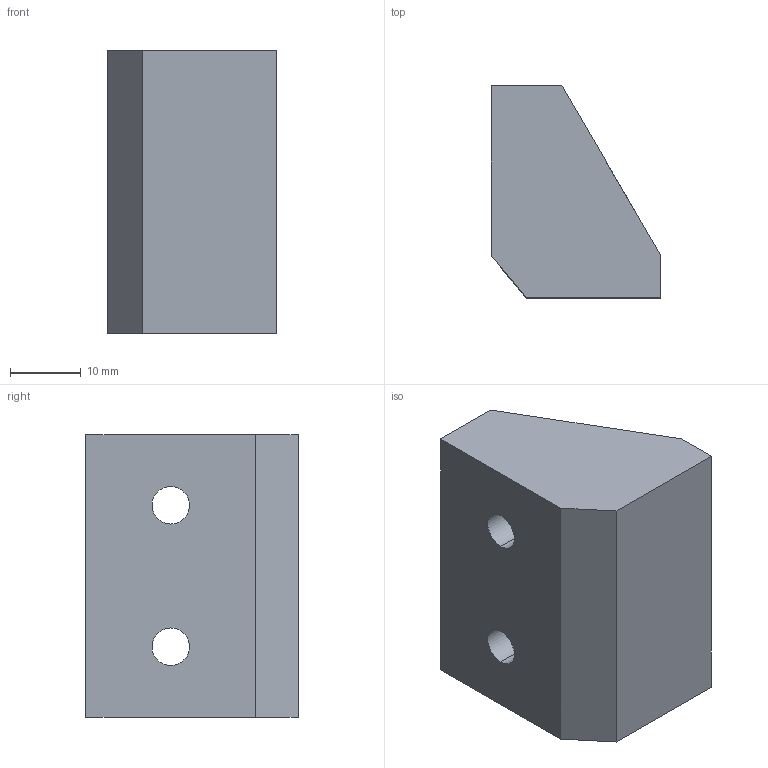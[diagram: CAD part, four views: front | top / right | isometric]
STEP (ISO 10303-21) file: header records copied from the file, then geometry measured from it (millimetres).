
FILE_DESCRIPTION (( 'STEP AP203' ), '1' );
FILE_NAME ('P4_3D Printed Enclosure Roof Stopper.STEP', '2023-09-02T22:42:47', ( '' ), ( '' ), 'SwSTEP 2.0', 'SolidWorks 2020', '' );
FILE_SCHEMA (( 'CONFIG_CONTROL_DESIGN' ));
Length unit declared in the file: millimetre
Products named in the file (1): P4_3D Printed Enclosure Roof Stopper
Bounding box: 24 x 30 x 40 mm (x, y, z)
Volume: 20000.3 mm3; surface area: 5484.8 mm2
Topology: 1 solids, 1 shells, 18 faces, 42 edges, 28 vertices
Faces by surface type: plane 10, cylinder 8
Entity records: 603 total; most frequent: CARTESIAN_POINT 101, DIRECTION 88, ORIENTED_EDGE 84, EDGE_CURVE 42, AXIS2_PLACEMENT_3D 31, VERTEX_POINT 28, LINE 26, VECTOR 26
